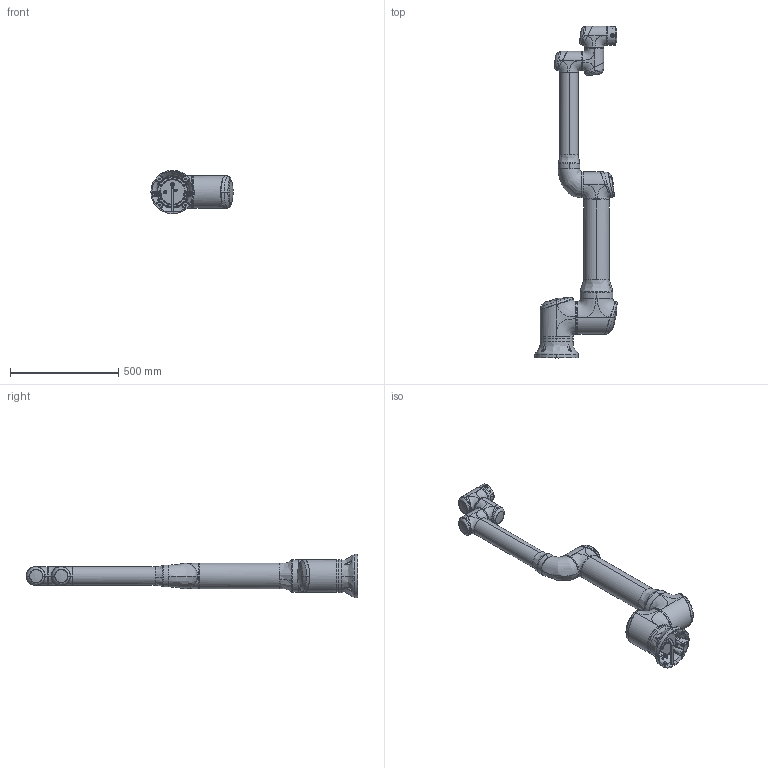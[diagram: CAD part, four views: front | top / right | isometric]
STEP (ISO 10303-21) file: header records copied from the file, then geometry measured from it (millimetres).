
FILE_DESCRIPTION (( 'STEP AP214' ), '1' );
FILE_NAME ('EC612.STEP', '2021-04-30T04:36:54', ( '' ), ( '' ), 'SwSTEP 2.0', 'SolidWorks 2017', '' );
FILE_SCHEMA (( 'AUTOMOTIVE_DESIGN' ));
Length unit declared in the file: millimetre
Products named in the file (8): EC612-J2_Link1_J3; EC612-J6; EC612-Link2A_Link2B_J4; EC612-J1; EC612; EC612-Flange; EC612-Base; EC612-J5
Assembly tree (7 placements, depth 2):
  EC612
    EC612-Base
    EC612-J1
    EC612-J2_Link1_J3
    EC612-Link2A_Link2B_J4
    EC612-J5
    EC612-J6
    EC612-Flange
Bounding box: 379.38 x 1533.3 x 199.8 mm (x, y, z)
Volume: 21708800.8 mm3; surface area: 1686854.8 mm2
Topology: 43 solids, 70 shells, 1501 faces, 3477 edges, 2122 vertices
Faces by surface type: bspline 591, cylinder 430, plane 308, cone 151, torus 21
Entity records: 186423 total; most frequent: CARTESIAN_POINT 146047, ORIENTED_EDGE 6846, DIRECTION 5023, EDGE_CURVE 3423, VERTEX_POINT 2122, AXIS2_PLACEMENT_3D 2087, EDGE_LOOP 1623, ADVANCED_FACE 1501
